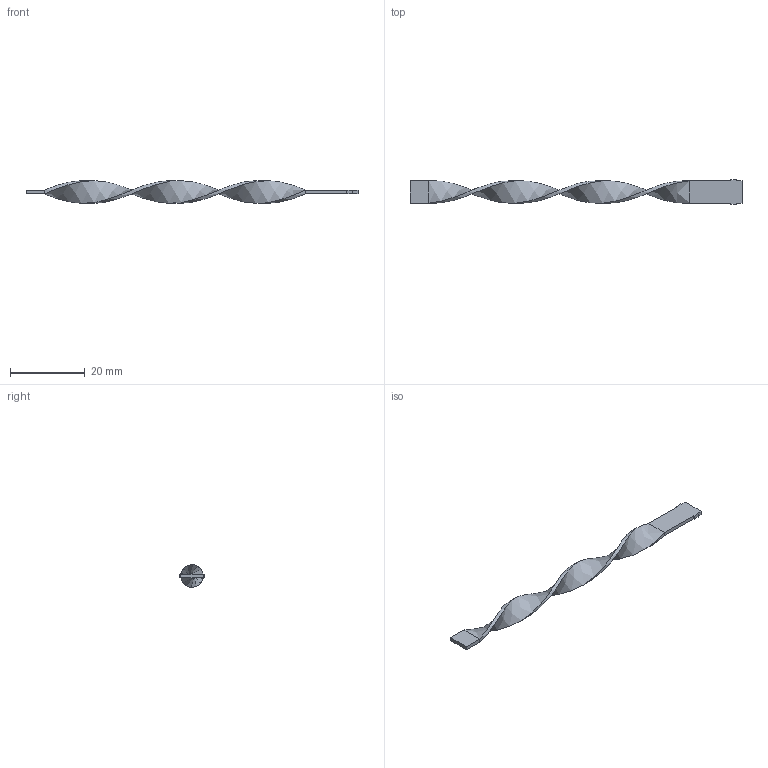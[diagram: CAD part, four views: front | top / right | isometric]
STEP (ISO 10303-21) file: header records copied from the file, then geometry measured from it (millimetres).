
FILE_DESCRIPTION (( 'STEP AP203' ), '1' );
FILE_NAME ('4ee6.STEP', '2023-09-26T18:39:09', ( '' ), ( '' ), 'SwSTEP 2.0', 'SolidWorks 2019', '' );
FILE_SCHEMA (( 'CONFIG_CONTROL_DESIGN' ));
Length unit declared in the file: millimetre
Products named in the file (1): 4ee6
Bounding box: 89 x 6.6 x 6.08 mm (x, y, z)
Volume: 535.1 mm3; surface area: 1284.3 mm2
Topology: 1 solids, 1 shells, 22 faces, 52 edges, 32 vertices
Faces by surface type: plane 18, bspline 4
Entity records: 1605 total; most frequent: CARTESIAN_POINT 1059, ORIENTED_EDGE 104, DIRECTION 82, EDGE_CURVE 52, LINE 44, VECTOR 44, VERTEX_POINT 32, FACE_OUTER_BOUND 22
